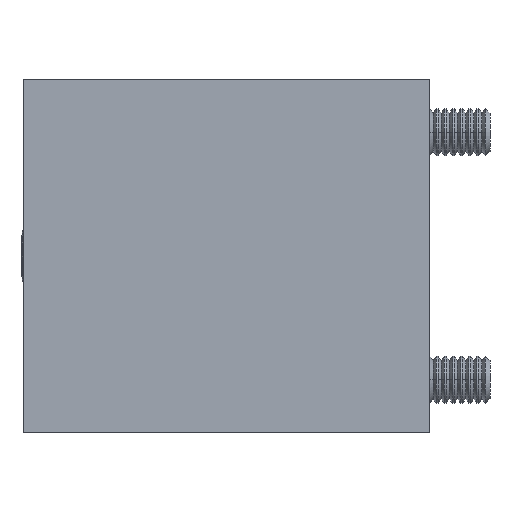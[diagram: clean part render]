
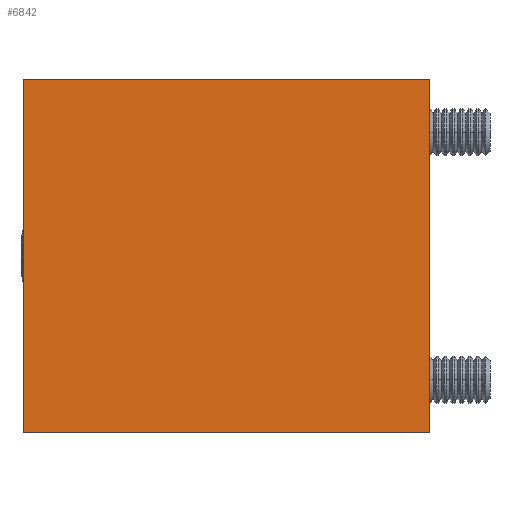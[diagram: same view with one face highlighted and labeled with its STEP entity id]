
A CAD part, front view. The second image highlights one B-rep face of the part: STEP entity #6842.
In plain terms, the highlighted planar face has unit normal (0, -1, 0).
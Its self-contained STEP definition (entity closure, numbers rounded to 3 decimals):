
#55 = PLANE ( 'NONE',  #11202 ) ;
#152 = CARTESIAN_POINT ( 'NONE',  ( 0., 0., 0. ) ) ;
#2254 = DIRECTION ( 'NONE',  ( 0., 0., -1. ) ) ;
#3173 = EDGE_CURVE ( 'NONE', #27102, #20036, #9394, .T. ) ;
#4176 = EDGE_CURVE ( 'NONE', #20036, #22502, #19028, .T. ) ;
#5456 = CARTESIAN_POINT ( 'NONE',  ( 17.25, 0., 15. ) ) ;
#6414 = VECTOR ( 'NONE', #26927, 1000. ) ;
#6842 = ADVANCED_FACE ( 'NONE', ( #15515 ), #55, .T. ) ;
#6971 = CARTESIAN_POINT ( 'NONE',  ( 17.25, 0., 15. ) ) ;
#7653 = VECTOR ( 'NONE', #11673, 1000. ) ;
#7752 = LINE ( 'NONE', #11990, #6414 ) ;
#7919 = VECTOR ( 'NONE', #11156, 1000. ) ;
#8723 = VECTOR ( 'NONE', #27466, 1000. ) ;
#9394 = LINE ( 'NONE', #12541, #8723 ) ;
#10997 = EDGE_CURVE ( 'NONE', #15583, #27102, #7752, .T. ) ;
#11156 = DIRECTION ( 'NONE',  ( 0., 0., -1. ) ) ;
#11202 = AXIS2_PLACEMENT_3D ( 'NONE', #152, #15036, #2254 ) ;
#11673 = DIRECTION ( 'NONE',  ( 1., 0., 0. ) ) ;
#11990 = CARTESIAN_POINT ( 'NONE',  ( -17.25, 0., -15. ) ) ;
#12541 = CARTESIAN_POINT ( 'NONE',  ( -17.25, 0., 15. ) ) ;
#13346 = CARTESIAN_POINT ( 'NONE',  ( -17.25, 0., -15. ) ) ;
#13581 = ORIENTED_EDGE ( 'NONE', *, *, #4176, .F. ) ;
#13851 = CARTESIAN_POINT ( 'NONE',  ( -17.25, 0., 15. ) ) ;
#15036 = DIRECTION ( 'NONE',  ( 0., -1., 0. ) ) ;
#15515 = FACE_OUTER_BOUND ( 'NONE', #18203, .T. ) ;
#15519 = CARTESIAN_POINT ( 'NONE',  ( 17.25, 0., -15. ) ) ;
#15583 = VERTEX_POINT ( 'NONE', #15519 ) ;
#16566 = ORIENTED_EDGE ( 'NONE', *, *, #10997, .F. ) ;
#16671 = EDGE_CURVE ( 'NONE', #22502, #15583, #24267, .T. ) ;
#17853 = ORIENTED_EDGE ( 'NONE', *, *, #3173, .F. ) ;
#18203 = EDGE_LOOP ( 'NONE', ( #23140, #13581, #17853, #16566 ) ) ;
#19028 = LINE ( 'NONE', #13851, #7653 ) ;
#20036 = VERTEX_POINT ( 'NONE', #25930 ) ;
#22502 = VERTEX_POINT ( 'NONE', #5456 ) ;
#23140 = ORIENTED_EDGE ( 'NONE', *, *, #16671, .F. ) ;
#24267 = LINE ( 'NONE', #6971, #7919 ) ;
#25930 = CARTESIAN_POINT ( 'NONE',  ( -17.25, 0., 15. ) ) ;
#26927 = DIRECTION ( 'NONE',  ( -1., 0., 0. ) ) ;
#27102 = VERTEX_POINT ( 'NONE', #13346 ) ;
#27466 = DIRECTION ( 'NONE',  ( 0., 0., 1. ) ) ;
